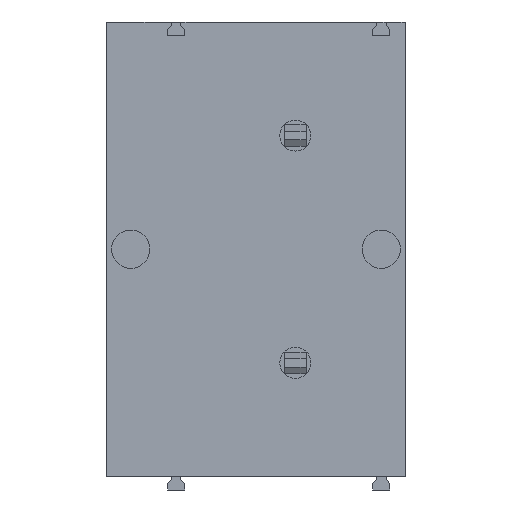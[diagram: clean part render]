
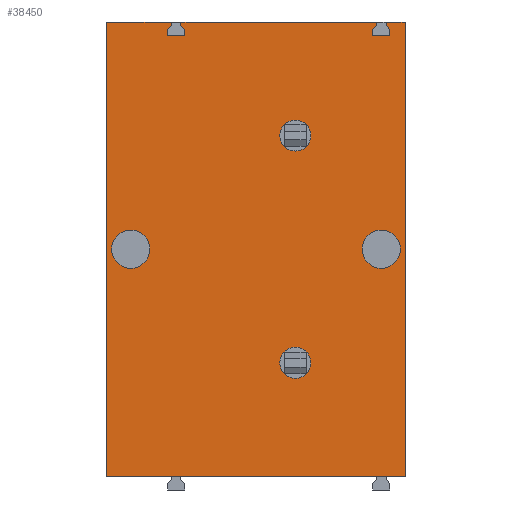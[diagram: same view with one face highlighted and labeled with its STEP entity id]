
A CAD part, front view. The second image highlights one B-rep face of the part: STEP entity #38450.
In plain terms, the highlighted planar face has unit normal (0, -1, 0).
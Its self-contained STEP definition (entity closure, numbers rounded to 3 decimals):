
#4210=CARTESIAN_POINT('',(30.636,78.855,4.76));
#4220=VERTEX_POINT('',#4210);
#4250=CARTESIAN_POINT('',(0.,78.855,4.76));
#4260=DIRECTION('',(1.,0.,0.));
#4270=VECTOR('',#4260,1.);
#4280=LINE('',#4250,#4270);
#4290=CARTESIAN_POINT('',(29.843,78.855,4.76));
#4300=VERTEX_POINT('',#4290);
#4310=EDGE_CURVE('',#4300,#4220,#4280,.T.);
#4530=CARTESIAN_POINT('',(29.429,78.855,4.76));
#4540=VERTEX_POINT('',#4530);
#4570=CARTESIAN_POINT('',(21.243,78.855,4.76));
#4580=VERTEX_POINT('',#4570);
#4590=EDGE_CURVE('',#4580,#4540,#4280,.T.);
#4810=CARTESIAN_POINT('',(20.829,78.855,4.76));
#4820=VERTEX_POINT('',#4810);
#4850=CARTESIAN_POINT('',(18.136,78.855,4.76));
#4860=VERTEX_POINT('',#4850);
#4870=EDGE_CURVE('',#4860,#4820,#4280,.T.);
#7710=CARTESIAN_POINT('',(20.679,78.855,
4.453));
#7720=VERTEX_POINT('',#7710);
#7750=CARTESIAN_POINT('',(16.934,78.855,0.));
#7760=DIRECTION('',(0.644,0.,0.765));
#7770=VECTOR('',#7760,1.);
#7780=LINE('',#7750,#7770);
#7790=CARTESIAN_POINT('',(20.829,78.855,
4.631));
#7800=VERTEX_POINT('',#7790);
#7810=EDGE_CURVE('',#7720,#7800,#7780,.T.);
#18120=CARTESIAN_POINT('',(26.686,78.855,-9.52));
#18130=VERTEX_POINT('',#18120);
#18180=CARTESIAN_POINT('',(26.036,78.855,-9.52));
#18190=DIRECTION('',(0.,-1.,0.));
#18200=DIRECTION('',(1.,0.,0.));
#18210=AXIS2_PLACEMENT_3D('',#18180,#18190,#18200);
#18220=CIRCLE('',#18210,0.65);
#18230=CARTESIAN_POINT('',(25.386,78.855,-9.52));
#18240=VERTEX_POINT('',#18230);
#18250=EDGE_CURVE('',#18240,#18130,#18220,.T.);
#25120=CARTESIAN_POINT('',(30.636,78.855,-14.28));
#25130=VERTEX_POINT('',#25120);
#25160=CARTESIAN_POINT('',(30.636,78.855,0.));
#25170=DIRECTION('',(0.,0.,-1.));
#25180=VECTOR('',#25170,1.);
#25190=LINE('',#25160,#25180);
#25200=EDGE_CURVE('',#4220,#25130,#25190,.T.);
#25440=CARTESIAN_POINT('',(20.829,78.855,0.));
#25450=DIRECTION('',(0.,0.,1.));
#25460=VECTOR('',#25450,1.);
#25470=LINE('',#25440,#25460);
#25480=EDGE_CURVE('',#7800,#4820,#25470,.T.);
#26100=CARTESIAN_POINT('',(18.136,78.855,-14.28));
#26110=VERTEX_POINT('',#26100);
#26160=CARTESIAN_POINT('',(18.136,78.855,0.));
#26170=DIRECTION('',(0.,0.,1.));
#26180=VECTOR('',#26170,1.);
#26190=LINE('',#26160,#26180);
#26200=EDGE_CURVE('',#26110,#4860,#26190,.T.);
#30480=CARTESIAN_POINT('',(20.679,78.855,
4.19));
#30490=VERTEX_POINT('',#30480);
#30520=CARTESIAN_POINT('',(20.679,78.855,0.));
#30530=DIRECTION('',(0.,0.,1.));
#30540=VECTOR('',#30530,1.);
#30550=LINE('',#30520,#30540);
#30560=EDGE_CURVE('',#30490,#7720,#30550,.T.);
#31440=CARTESIAN_POINT('',(29.843,78.855,0.));
#31450=DIRECTION('',(0.,0.,-1.));
#31460=VECTOR('',#31450,1.);
#31470=LINE('',#31440,#31460);
#31480=CARTESIAN_POINT('',(29.843,78.855,
4.631));
#31490=VERTEX_POINT('',#31480);
#31500=EDGE_CURVE('',#4300,#31490,#31470,.T.);
#31750=CARTESIAN_POINT('',(33.737,78.855,0.));
#31760=DIRECTION('',(0.644,0.,-0.765));
#31770=VECTOR('',#31760,1.);
#31780=LINE('',#31750,#31770);
#31790=CARTESIAN_POINT('',(29.993,78.855,
4.453));
#31800=VERTEX_POINT('',#31790);
#31810=EDGE_CURVE('',#31490,#31800,#31780,.T.);
#32060=CARTESIAN_POINT('',(29.993,78.855,0.));
#32070=DIRECTION('',(0.,0.,-1.));
#32080=VECTOR('',#32070,1.);
#32090=LINE('',#32060,#32080);
#32100=CARTESIAN_POINT('',(29.993,78.855,
4.19));
#32110=VERTEX_POINT('',#32100);
#32120=EDGE_CURVE('',#31800,#32110,#32090,.T.);
#32370=CARTESIAN_POINT('',(0.,78.855,4.19));
#32380=DIRECTION('',(-1.,0.,0.));
#32390=VECTOR('',#32380,1.);
#32400=LINE('',#32370,#32390);
#32410=CARTESIAN_POINT('',(29.279,78.855,
4.19));
#32420=VERTEX_POINT('',#32410);
#32430=EDGE_CURVE('',#32110,#32420,#32400,.T.);
#32680=CARTESIAN_POINT('',(25.534,78.855,0.));
#32690=DIRECTION('',(0.644,0.,0.765));
#32700=VECTOR('',#32690,1.);
#32710=LINE('',#32680,#32700);
#32720=CARTESIAN_POINT('',(29.279,78.855,
4.453));
#32730=VERTEX_POINT('',#32720);
#32740=CARTESIAN_POINT('',(29.429,78.855,
4.631));
#32750=VERTEX_POINT('',#32740);
#32760=EDGE_CURVE('',#32730,#32750,#32710,.T.);
#33060=CARTESIAN_POINT('',(29.429,78.855,0.));
#33070=DIRECTION('',(0.,0.,1.));
#33080=VECTOR('',#33070,1.);
#33090=LINE('',#33060,#33080);
#33100=EDGE_CURVE('',#32750,#4540,#33090,.T.);
#33300=CARTESIAN_POINT('',(29.279,78.855,0.));
#33310=DIRECTION('',(0.,0.,1.));
#33320=VECTOR('',#33310,1.);
#33330=LINE('',#33300,#33320);
#33340=EDGE_CURVE('',#32420,#32730,#33330,.T.);
#33870=CARTESIAN_POINT('',(26.686,78.855,0.));
#33880=VERTEX_POINT('',#33870);
#33930=CARTESIAN_POINT('',(26.036,78.855,0.));
#33940=DIRECTION('',(0.,-1.,0.));
#33950=DIRECTION('',(1.,0.,0.));
#33960=AXIS2_PLACEMENT_3D('',#33930,#33940,#33950);
#33970=CIRCLE('',#33960,0.65);
#33980=CARTESIAN_POINT('',(25.386,78.855,
0.));
#33990=VERTEX_POINT('',#33980);
#34000=EDGE_CURVE('',#33990,#33880,#33970,.T.);
#37470=CARTESIAN_POINT('',(24.969,78.855,
-1.84));
#37480=DIRECTION('',(0.,-1.,0.));
#37490=DIRECTION('',(1.,0.,0.));
#37500=AXIS2_PLACEMENT_3D('',#37470,#37480,#37490);
#37510=PLANE('',#37500);
#37520=ORIENTED_EDGE('',*,*,#26200,.F.);
#37530=ORIENTED_EDGE('',*,*,#4870,.F.);
#37540=ORIENTED_EDGE('',*,*,#25480,.T.);
#37550=ORIENTED_EDGE('',*,*,#7810,.T.);
#37560=ORIENTED_EDGE('',*,*,#30560,.T.);
#37570=CARTESIAN_POINT('',(0.,78.855,4.19));
#37580=DIRECTION('',(-1.,0.,0.));
#37590=VECTOR('',#37580,1.);
#37600=LINE('',#37570,#37590);
#37610=CARTESIAN_POINT('',(21.393,78.855,
4.19));
#37620=VERTEX_POINT('',#37610);
#37630=EDGE_CURVE('',#37620,#30490,#37600,.T.);
#37640=ORIENTED_EDGE('',*,*,#37630,.T.);
#37650=CARTESIAN_POINT('',(21.393,78.855,0.));
#37660=DIRECTION('',(0.,0.,-1.));
#37670=VECTOR('',#37660,1.);
#37680=LINE('',#37650,#37670);
#37690=CARTESIAN_POINT('',(21.393,78.855,
4.453));
#37700=VERTEX_POINT('',#37690);
#37710=EDGE_CURVE('',#37700,#37620,#37680,.T.);
#37720=ORIENTED_EDGE('',*,*,#37710,.T.);
#37730=CARTESIAN_POINT('',(25.137,78.855,0.));
#37740=DIRECTION('',(0.644,0.,-0.765));
#37750=VECTOR('',#37740,1.);
#37760=LINE('',#37730,#37750);
#37770=CARTESIAN_POINT('',(21.243,78.855,
4.631));
#37780=VERTEX_POINT('',#37770);
#37790=EDGE_CURVE('',#37780,#37700,#37760,.T.);
#37800=ORIENTED_EDGE('',*,*,#37790,.T.);
#37810=CARTESIAN_POINT('',(21.243,78.855,0.));
#37820=DIRECTION('',(0.,0.,-1.));
#37830=VECTOR('',#37820,1.);
#37840=LINE('',#37810,#37830);
#37850=EDGE_CURVE('',#4580,#37780,#37840,.T.);
#37860=ORIENTED_EDGE('',*,*,#37850,.T.);
#37870=ORIENTED_EDGE('',*,*,#4590,.F.);
#37880=ORIENTED_EDGE('',*,*,#33100,.T.);
#37890=ORIENTED_EDGE('',*,*,#32760,.T.);
#37900=ORIENTED_EDGE('',*,*,#33340,.T.);
#37910=ORIENTED_EDGE('',*,*,#32430,.T.);
#37920=ORIENTED_EDGE('',*,*,#32120,.T.);
#37930=ORIENTED_EDGE('',*,*,#31810,.T.);
#37940=ORIENTED_EDGE('',*,*,#31500,.T.);
#37950=ORIENTED_EDGE('',*,*,#4310,.F.);
#37960=ORIENTED_EDGE('',*,*,#25200,.F.);
#37970=CARTESIAN_POINT('',(0.,78.855,-14.28));
#37980=DIRECTION('',(1.,0.,0.));
#37990=VECTOR('',#37980,1.);
#38000=LINE('',#37970,#37990);
#38010=EDGE_CURVE('',#26110,#25130,#38000,.T.);
#38020=ORIENTED_EDGE('',*,*,#38010,.T.);
#38030=EDGE_LOOP('',(#38020,#37960,#37950,#37940,#37930,#37920,#37910,
#37900,#37890,#37880,#37870,#37860,#37800,#37720,#37640,#37560,#37550,
#37540,#37530,#37520));
#38040=FACE_OUTER_BOUND('',#38030,.T.);
#38050=EDGE_CURVE('',#18130,#18240,#18220,.T.);
#38060=ORIENTED_EDGE('',*,*,#38050,.F.);
#38070=ORIENTED_EDGE('',*,*,#18250,.F.);
#38080=EDGE_LOOP('',(#38070,#38060));
#38090=FACE_BOUND('',#38080,.T.);
#38100=EDGE_CURVE('',#33880,#33990,#33970,.T.);
#38110=ORIENTED_EDGE('',*,*,#38100,.F.);
#38120=ORIENTED_EDGE('',*,*,#34000,.F.);
#38130=EDGE_LOOP('',(#38120,#38110));
#38140=FACE_BOUND('',#38130,.T.);
#38150=CARTESIAN_POINT('',(29.636,78.855,
-4.76));
#38160=DIRECTION('',(0.,-1.,0.));
#38170=DIRECTION('',(1.,0.,0.));
#38180=AXIS2_PLACEMENT_3D('',#38150,#38160,#38170);
#38190=CIRCLE('',#38180,0.8);
#38200=CARTESIAN_POINT('',(30.436,78.855,
-4.76));
#38210=VERTEX_POINT('',#38200);
#38220=CARTESIAN_POINT('',(28.836,78.855,
-4.76));
#38230=VERTEX_POINT('',#38220);
#38240=EDGE_CURVE('',#38210,#38230,#38190,.T.);
#38250=ORIENTED_EDGE('',*,*,#38240,.F.);
#38260=EDGE_CURVE('',#38230,#38210,#38190,.T.);
#38270=ORIENTED_EDGE('',*,*,#38260,.F.);
#38280=EDGE_LOOP('',(#38270,#38250));
#38290=FACE_BOUND('',#38280,.T.);
#38300=CARTESIAN_POINT('',(19.136,78.855,
-4.76));
#38310=DIRECTION('',(0.,-1.,0.));
#38320=DIRECTION('',(1.,0.,0.));
#38330=AXIS2_PLACEMENT_3D('',#38300,#38310,#38320);
#38340=CIRCLE('',#38330,0.8);
#38350=CARTESIAN_POINT('',(19.936,78.855,
-4.76));
#38360=VERTEX_POINT('',#38350);
#38370=CARTESIAN_POINT('',(18.336,78.855,
-4.76));
#38380=VERTEX_POINT('',#38370);
#38390=EDGE_CURVE('',#38360,#38380,#38340,.T.);
#38400=ORIENTED_EDGE('',*,*,#38390,.F.);
#38410=EDGE_CURVE('',#38380,#38360,#38340,.T.);
#38420=ORIENTED_EDGE('',*,*,#38410,.F.);
#38430=EDGE_LOOP('',(#38420,#38400));
#38440=FACE_BOUND('',#38430,.T.);
#38450=ADVANCED_FACE('',(#38040,#38090,#38140,#38290,#38440),#37510,.T.)
;
